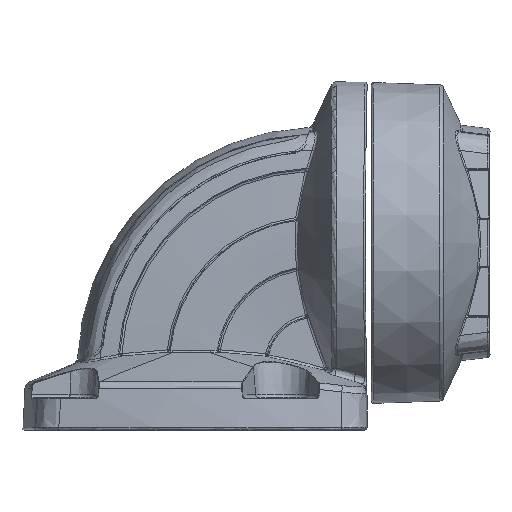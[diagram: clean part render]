
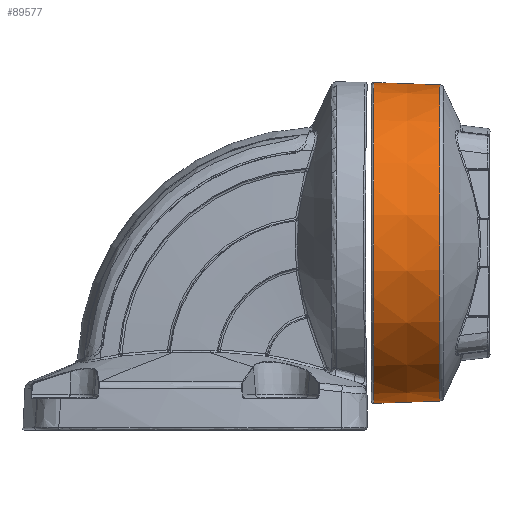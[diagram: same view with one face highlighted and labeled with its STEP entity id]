
A CAD part, left-side view. The second image highlights one B-rep face of the part: STEP entity #89577.
In plain terms, the highlighted conical face has half-angle 2 degrees and reference radius 54 mm.
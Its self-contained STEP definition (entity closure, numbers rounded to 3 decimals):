
#5108 = DIRECTION ( 'NONE',  ( 0., 1., 0. ) ) ;
#8043 = CIRCLE ( 'NONE', #61869, 53.921 ) ;
#11383 = VERTEX_POINT ( 'NONE', #27026 ) ;
#12403 = EDGE_CURVE ( 'NONE', #11383, #11383, #8043, .T. ) ;
#12426 = CARTESIAN_POINT ( 'NONE',  ( -52.721, -86.426, 134.454 ) ) ;
#14016 = CIRCLE ( 'NONE', #71055, 53.149 ) ;
#19116 = DIRECTION ( 'NONE',  ( 0., 0., -1. ) ) ;
#20417 = CARTESIAN_POINT ( 'NONE',  ( -52.721, -62.044, 134.454 ) ) ;
#21660 = CARTESIAN_POINT ( 'NONE',  ( -52.721, -64.311, 134.454 ) ) ;
#22546 = DIRECTION ( 'NONE',  ( 0., 0., -1. ) ) ;
#24260 = VERTEX_POINT ( 'NONE', #30001 ) ;
#27026 = CARTESIAN_POINT ( 'NONE',  ( -52.721, -64.311, 80.533 ) ) ;
#29181 = ORIENTED_EDGE ( 'NONE', *, *, #12403, .T. ) ;
#29849 = CONICAL_SURFACE ( 'NONE', #36286, 54., 0.035 ) ;
#30001 = CARTESIAN_POINT ( 'NONE',  ( -52.721, -86.426, 81.306 ) ) ;
#36286 = AXIS2_PLACEMENT_3D ( 'NONE', #20417, #41638, #76730 ) ;
#37532 = FACE_BOUND ( 'NONE', #65188, .T. ) ;
#41638 = DIRECTION ( 'NONE',  ( 0., 1., 0. ) ) ;
#55013 = FACE_OUTER_BOUND ( 'NONE', #69379, .T. ) ;
#61869 = AXIS2_PLACEMENT_3D ( 'NONE', #21660, #64249, #22546 ) ;
#64249 = DIRECTION ( 'NONE',  ( 0., -1., 0. ) ) ;
#65188 = EDGE_LOOP ( 'NONE', ( #68950 ) ) ;
#68950 = ORIENTED_EDGE ( 'NONE', *, *, #82545, .T. ) ;
#69379 = EDGE_LOOP ( 'NONE', ( #29181 ) ) ;
#71055 = AXIS2_PLACEMENT_3D ( 'NONE', #12426, #5108, #19116 ) ;
#76730 = DIRECTION ( 'NONE',  ( 0., 0., 1. ) ) ;
#82545 = EDGE_CURVE ( 'NONE', #24260, #24260, #14016, .T. ) ;
#89577 = ADVANCED_FACE ( 'NONE', ( #55013, #37532 ), #29849, .T. ) ;
